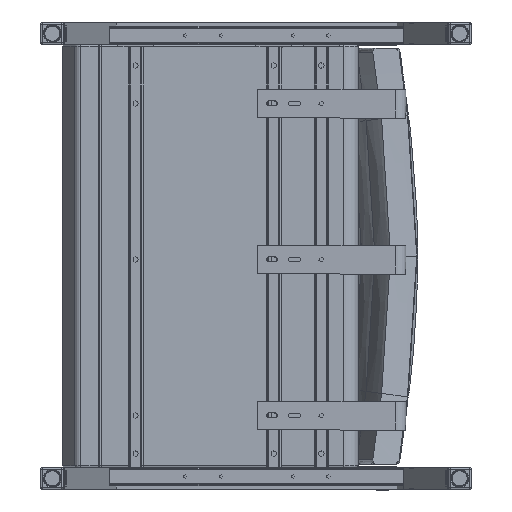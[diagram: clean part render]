
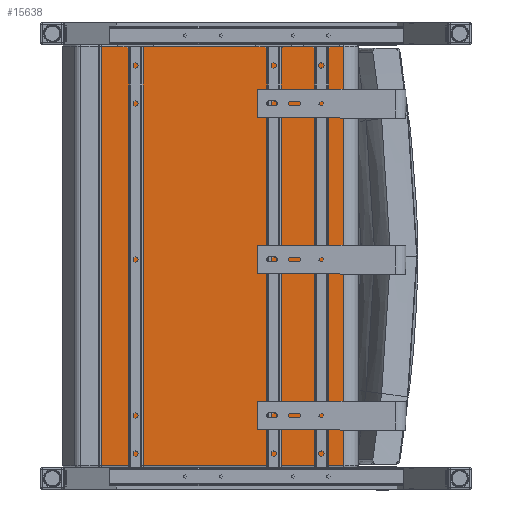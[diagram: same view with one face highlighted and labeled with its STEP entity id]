
A CAD part, front view. The second image highlights one B-rep face of the part: STEP entity #15638.
In plain terms, the highlighted planar face has unit normal (0, -1, 0).
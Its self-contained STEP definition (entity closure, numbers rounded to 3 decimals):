
#1271=LINE('',#25528,#2221);
#1288=LINE('',#25614,#2238);
#1293=LINE('',#25689,#2243);
#1294=LINE('',#25691,#2244);
#2221=VECTOR('',#18781,0.394);
#2238=VECTOR('',#18864,0.394);
#2243=VECTOR('',#18909,0.394);
#2244=VECTOR('',#18912,0.394);
#3156=PLANE('',#16951);
#4280=FACE_OUTER_BOUND('',#5348,.T.);
#5348=EDGE_LOOP('',(#11404,#11405,#11406,#11407));
#7308=VERTEX_POINT('',#25518);
#7310=VERTEX_POINT('',#25524);
#7330=VERTEX_POINT('',#25604);
#7332=VERTEX_POINT('',#25610);
#8774=EDGE_CURVE('',#7308,#7310,#1271,.T.);
#8810=EDGE_CURVE('',#7330,#7332,#1288,.T.);
#8829=EDGE_CURVE('',#7308,#7332,#1293,.T.);
#8830=EDGE_CURVE('',#7310,#7330,#1294,.T.);
#11404=ORIENTED_EDGE('',*,*,#8774,.F.);
#11405=ORIENTED_EDGE('',*,*,#8829,.T.);
#11406=ORIENTED_EDGE('',*,*,#8810,.F.);
#11407=ORIENTED_EDGE('',*,*,#8830,.F.);
#15638=ADVANCED_FACE('',(#4280),#3156,.T.);
#16951=AXIS2_PLACEMENT_3D('',#25690,#18910,#18911);
#18781=DIRECTION('',(-1.,0.,0.));
#18864=DIRECTION('',(1.,0.,0.));
#18909=DIRECTION('',(0.,0.,1.));
#18910=DIRECTION('center_axis',(0.,-1.,0.));
#18911=DIRECTION('ref_axis',(1.,0.,0.));
#18912=DIRECTION('',(0.,0.,1.));
#25518=CARTESIAN_POINT('',(4.791,0.797,0.125));
#25524=CARTESIAN_POINT('',(-12.083,0.797,0.125));
#25528=CARTESIAN_POINT('',(-8.524,0.797,0.125));
#25604=CARTESIAN_POINT('',(-12.083,0.797,29.375));
#25610=CARTESIAN_POINT('',(4.791,0.797,29.375));
#25614=CARTESIAN_POINT('',(-8.524,0.797,29.375));
#25689=CARTESIAN_POINT('',(4.791,0.797,0.));
#25690=CARTESIAN_POINT('Origin',(-12.083,0.797,0.));
#25691=CARTESIAN_POINT('',(-12.083,0.797,0.));
